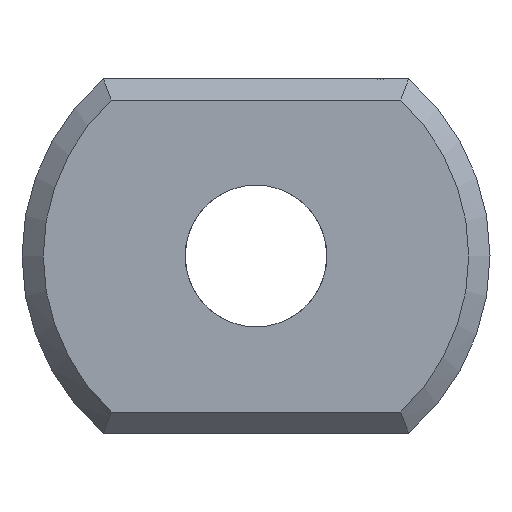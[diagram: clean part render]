
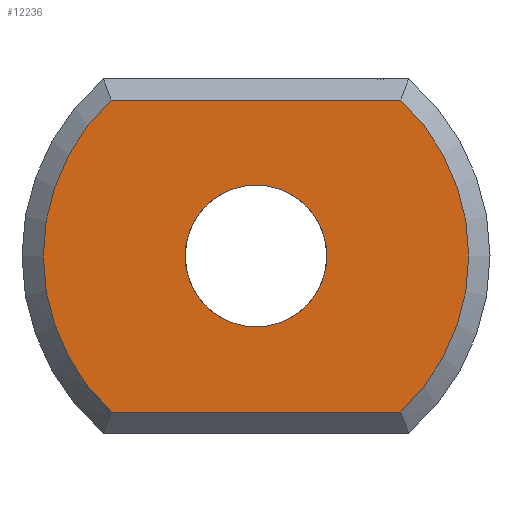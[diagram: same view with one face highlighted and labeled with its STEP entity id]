
A CAD part, left-side view. The second image highlights one B-rep face of the part: STEP entity #12236.
In plain terms, the highlighted planar face has unit normal (-1, 0, 0).
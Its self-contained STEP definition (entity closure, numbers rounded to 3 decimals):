
#298 = PLANE('',#299);
#299 = AXIS2_PLACEMENT_3D('',#300,#301,#302);
#300 = CARTESIAN_POINT('',(0.15,-2.154,-2.35));
#301 = DIRECTION('',(-0.707,0.,-0.707));
#302 = DIRECTION('',(0.,-1.,0.));
#725 = CONICAL_SURFACE('',#726,3.3,0.785);
#726 = AXIS2_PLACEMENT_3D('',#727,#728,#729);
#727 = CARTESIAN_POINT('',(0.3,0.,0.));
#728 = DIRECTION('',(1.,0.,0.));
#729 = DIRECTION('',(0.,0.653,-0.758));
#872 = CONICAL_SURFACE('',#873,3.3,0.785);
#873 = AXIS2_PLACEMENT_3D('',#874,#875,#876);
#874 = CARTESIAN_POINT('',(0.3,0.,0.));
#875 = DIRECTION('',(1.,0.,0.));
#876 = DIRECTION('',(0.,-0.653,0.758));
#909 = VERTEX_POINT('',#910);
#910 = CARTESIAN_POINT('',(0.,-2.04,-2.2));
#937 = VERTEX_POINT('',#938);
#938 = CARTESIAN_POINT('',(0.,2.04,-2.2));
#963 = EDGE_CURVE('',#909,#937,#964,.T.);
#964 = SURFACE_CURVE('',#965,(#969,#976),.PCURVE_S1.);
#965 = LINE('',#966,#967);
#966 = CARTESIAN_POINT('',(0.,-2.154,-2.2));
#967 = VECTOR('',#968,1.);
#968 = DIRECTION('',(0.,1.,0.));
#969 = PCURVE('',#298,#970);
#970 = DEFINITIONAL_REPRESENTATION('',(#971),#975);
#971 = LINE('',#972,#973);
#972 = CARTESIAN_POINT('',(0.,0.212));
#973 = VECTOR('',#974,1.);
#974 = DIRECTION('',(-1.,0.));
#975 = ( GEOMETRIC_REPRESENTATION_CONTEXT(2) 
PARAMETRIC_REPRESENTATION_CONTEXT() REPRESENTATION_CONTEXT('2D SPACE',''
  ) );
#976 = PCURVE('',#977,#982);
#977 = PLANE('',#978);
#978 = AXIS2_PLACEMENT_3D('',#979,#980,#981);
#979 = CARTESIAN_POINT('',(0.,0.,
    0.));
#980 = DIRECTION('',(1.,0.,0.));
#981 = DIRECTION('',(0.,0.,1.));
#982 = DEFINITIONAL_REPRESENTATION('',(#983),#987);
#983 = LINE('',#984,#985);
#984 = CARTESIAN_POINT('',(-2.2,2.154));
#985 = VECTOR('',#986,1.);
#986 = DIRECTION('',(0.,-1.));
#987 = ( GEOMETRIC_REPRESENTATION_CONTEXT(2) 
PARAMETRIC_REPRESENTATION_CONTEXT() REPRESENTATION_CONTEXT('2D SPACE',''
  ) );
#1826 = PLANE('',#1827);
#1827 = AXIS2_PLACEMENT_3D('',#1828,#1829,#1830);
#1828 = CARTESIAN_POINT('',(0.15,-2.154,2.35));
#1829 = DIRECTION('',(0.707,0.,-0.707
    ));
#1830 = DIRECTION('',(0.,-1.,0.));
#12023 = VERTEX_POINT('',#12024);
#12024 = CARTESIAN_POINT('',(0.,2.04,2.2));
#12049 = EDGE_CURVE('',#937,#12023,#12050,.T.);
#12050 = SURFACE_CURVE('',#12051,(#12056,#12063),.PCURVE_S1.);
#12051 = CIRCLE('',#12052,3.);
#12052 = AXIS2_PLACEMENT_3D('',#12053,#12054,#12055);
#12053 = CARTESIAN_POINT('',(0.,0.,
    0.));
#12054 = DIRECTION('',(1.,0.,0.));
#12055 = DIRECTION('',(0.,0.653,-0.758)
  );
#12056 = PCURVE('',#725,#12057);
#12057 = DEFINITIONAL_REPRESENTATION('',(#12058),#12062);
#12058 = LINE('',#12059,#12060);
#12059 = CARTESIAN_POINT('',(0.,-0.3));
#12060 = VECTOR('',#12061,1.);
#12061 = DIRECTION('',(1.,-0.));
#12062 = ( GEOMETRIC_REPRESENTATION_CONTEXT(2) 
PARAMETRIC_REPRESENTATION_CONTEXT() REPRESENTATION_CONTEXT('2D SPACE',''
  ) );
#12063 = PCURVE('',#977,#12064);
#12064 = DEFINITIONAL_REPRESENTATION('',(#12065),#12069);
#12065 = CIRCLE('',#12066,3.);
#12066 = AXIS2_PLACEMENT_2D('',#12067,#12068);
#12067 = CARTESIAN_POINT('',(0.,0.));
#12068 = DIRECTION('',(-0.758,-0.653));
#12069 = ( GEOMETRIC_REPRESENTATION_CONTEXT(2) 
PARAMETRIC_REPRESENTATION_CONTEXT() REPRESENTATION_CONTEXT('2D SPACE',''
  ) );
#12187 = VERTEX_POINT('',#12188);
#12188 = CARTESIAN_POINT('',(0.,-2.04,2.2));
#12215 = EDGE_CURVE('',#12187,#909,#12216,.T.);
#12216 = SURFACE_CURVE('',#12217,(#12222,#12229),.PCURVE_S1.);
#12217 = CIRCLE('',#12218,3.);
#12218 = AXIS2_PLACEMENT_3D('',#12219,#12220,#12221);
#12219 = CARTESIAN_POINT('',(0.,0.,
    0.));
#12220 = DIRECTION('',(1.,0.,0.));
#12221 = DIRECTION('',(0.,-0.653,0.758)
  );
#12222 = PCURVE('',#872,#12223);
#12223 = DEFINITIONAL_REPRESENTATION('',(#12224),#12228);
#12224 = LINE('',#12225,#12226);
#12225 = CARTESIAN_POINT('',(0.,-0.3));
#12226 = VECTOR('',#12227,1.);
#12227 = DIRECTION('',(1.,-0.));
#12228 = ( GEOMETRIC_REPRESENTATION_CONTEXT(2) 
PARAMETRIC_REPRESENTATION_CONTEXT() REPRESENTATION_CONTEXT('2D SPACE',''
  ) );
#12229 = PCURVE('',#977,#12230);
#12230 = DEFINITIONAL_REPRESENTATION('',(#12231),#12235);
#12231 = CIRCLE('',#12232,3.);
#12232 = AXIS2_PLACEMENT_2D('',#12233,#12234);
#12233 = CARTESIAN_POINT('',(0.,0.));
#12234 = DIRECTION('',(0.758,0.653));
#12235 = ( GEOMETRIC_REPRESENTATION_CONTEXT(2) 
PARAMETRIC_REPRESENTATION_CONTEXT() REPRESENTATION_CONTEXT('2D SPACE',''
  ) );
#12236 = ADVANCED_FACE('',(#12237,#12263),#977,.F.);
#12237 = FACE_BOUND('',#12238,.F.);
#12238 = EDGE_LOOP('',(#12239,#12240,#12261,#12262));
#12239 = ORIENTED_EDGE('',*,*,#12049,.T.);
#12240 = ORIENTED_EDGE('',*,*,#12241,.F.);
#12241 = EDGE_CURVE('',#12187,#12023,#12242,.T.);
#12242 = SURFACE_CURVE('',#12243,(#12247,#12254),.PCURVE_S1.);
#12243 = LINE('',#12244,#12245);
#12244 = CARTESIAN_POINT('',(0.,-2.154,2.2));
#12245 = VECTOR('',#12246,1.);
#12246 = DIRECTION('',(0.,1.,0.));
#12247 = PCURVE('',#977,#12248);
#12248 = DEFINITIONAL_REPRESENTATION('',(#12249),#12253);
#12249 = LINE('',#12250,#12251);
#12250 = CARTESIAN_POINT('',(2.2,2.154));
#12251 = VECTOR('',#12252,1.);
#12252 = DIRECTION('',(0.,-1.));
#12253 = ( GEOMETRIC_REPRESENTATION_CONTEXT(2) 
PARAMETRIC_REPRESENTATION_CONTEXT() REPRESENTATION_CONTEXT('2D SPACE',''
  ) );
#12254 = PCURVE('',#1826,#12255);
#12255 = DEFINITIONAL_REPRESENTATION('',(#12256),#12260);
#12256 = LINE('',#12257,#12258);
#12257 = CARTESIAN_POINT('',(0.,0.212));
#12258 = VECTOR('',#12259,1.);
#12259 = DIRECTION('',(-1.,0.));
#12260 = ( GEOMETRIC_REPRESENTATION_CONTEXT(2) 
PARAMETRIC_REPRESENTATION_CONTEXT() REPRESENTATION_CONTEXT('2D SPACE',''
  ) );
#12261 = ORIENTED_EDGE('',*,*,#12215,.T.);
#12262 = ORIENTED_EDGE('',*,*,#963,.T.);
#12263 = FACE_BOUND('',#12264,.T.);
#12264 = EDGE_LOOP('',(#12265));
#12265 = ORIENTED_EDGE('',*,*,#12266,.T.);
#12266 = EDGE_CURVE('',#12267,#12267,#12269,.T.);
#12267 = VERTEX_POINT('',#12268);
#12268 = CARTESIAN_POINT('',(0.,1.,0.));
#12269 = SURFACE_CURVE('',#12270,(#12275,#12282),.PCURVE_S1.);
#12270 = CIRCLE('',#12271,1.);
#12271 = AXIS2_PLACEMENT_3D('',#12272,#12273,#12274);
#12272 = CARTESIAN_POINT('',(0.,0.,0.));
#12273 = DIRECTION('',(1.,0.,0.));
#12274 = DIRECTION('',(0.,1.,0.));
#12275 = PCURVE('',#977,#12276);
#12276 = DEFINITIONAL_REPRESENTATION('',(#12277),#12281);
#12277 = CIRCLE('',#12278,1.);
#12278 = AXIS2_PLACEMENT_2D('',#12279,#12280);
#12279 = CARTESIAN_POINT('',(0.,0.));
#12280 = DIRECTION('',(0.,-1.));
#12281 = ( GEOMETRIC_REPRESENTATION_CONTEXT(2) 
PARAMETRIC_REPRESENTATION_CONTEXT() REPRESENTATION_CONTEXT('2D SPACE',''
  ) );
#12282 = PCURVE('',#12283,#12288);
#12283 = CYLINDRICAL_SURFACE('',#12284,1.);
#12284 = AXIS2_PLACEMENT_3D('',#12285,#12286,#12287);
#12285 = CARTESIAN_POINT('',(0.,0.,0.));
#12286 = DIRECTION('',(-1.,0.,0.));
#12287 = DIRECTION('',(0.,1.,0.));
#12288 = DEFINITIONAL_REPRESENTATION('',(#12289),#12293);
#12289 = LINE('',#12290,#12291);
#12290 = CARTESIAN_POINT('',(-0.,0.));
#12291 = VECTOR('',#12292,1.);
#12292 = DIRECTION('',(-1.,0.));
#12293 = ( GEOMETRIC_REPRESENTATION_CONTEXT(2) 
PARAMETRIC_REPRESENTATION_CONTEXT() REPRESENTATION_CONTEXT('2D SPACE',''
  ) );
